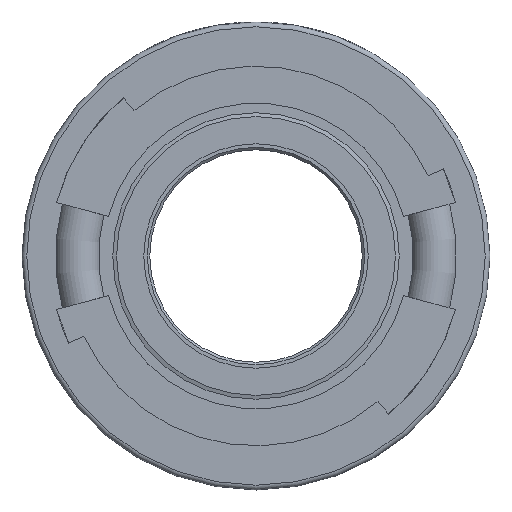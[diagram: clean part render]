
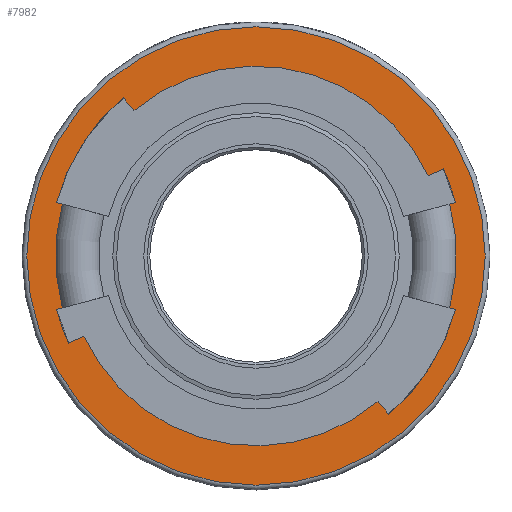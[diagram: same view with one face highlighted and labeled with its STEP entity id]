
A CAD part, left-side view. The second image highlights one B-rep face of the part: STEP entity #7982.
In plain terms, the highlighted planar face has unit normal (-1, 0, 0).
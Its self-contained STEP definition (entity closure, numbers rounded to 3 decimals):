
#66 = EDGE_CURVE ( 'NONE', #13184, #13184, #470, .T. ) ;
#94 = ORIENTED_EDGE ( 'NONE', *, *, #16603, .T. ) ;
#161 = DIRECTION ( 'NONE',  ( 0., -0.966, -0.259 ) ) ;
#222 = CARTESIAN_POINT ( 'NONE',  ( 0.75, 41.776, -11.194 ) ) ;
#290 = LINE ( 'NONE', #12854, #9925 ) ;
#309 = CIRCLE ( 'NONE', #1923, 39.75 ) ;
#470 = CIRCLE ( 'NONE', #11906, 48. ) ;
#605 = VERTEX_POINT ( 'NONE', #7824 ) ;
#608 = DIRECTION ( 'NONE',  ( 0., 0.643, 0.766 ) ) ;
#650 = EDGE_CURVE ( 'NONE', #16146, #11848, #15672, .T. ) ;
#886 = LINE ( 'NONE', #14876, #10337 ) ;
#1477 = DIRECTION ( 'NONE',  ( 1., 0., 0. ) ) ;
#1486 = VERTEX_POINT ( 'NONE', #5678 ) ;
#1685 = CARTESIAN_POINT ( 'NONE',  ( 0.75, 0., 0. ) ) ;
#1696 = DIRECTION ( 'NONE',  ( 0., -0.643, -0.766 ) ) ;
#1780 = CARTESIAN_POINT ( 'NONE',  ( 0.75, 0., 0. ) ) ;
#1846 = EDGE_CURVE ( 'NONE', #14323, #12053, #3690, .T. ) ;
#1923 = AXIS2_PLACEMENT_3D ( 'NONE', #15960, #6647, #11587 ) ;
#1996 = PLANE ( 'NONE',  #18795 ) ;
#1998 = DIRECTION ( 'NONE',  ( 0., -0.906, 0.423 ) ) ;
#2116 = AXIS2_PLACEMENT_3D ( 'NONE', #8185, #16176, #16077 ) ;
#2304 = DIRECTION ( 'NONE',  ( 0., 0., 1. ) ) ;
#2497 = CARTESIAN_POINT ( 'NONE',  ( 0.75, 36.026, -16.799 ) ) ;
#2703 = EDGE_LOOP ( 'NONE', ( #6630 ) ) ;
#2997 = CIRCLE ( 'NONE', #17708, 43.25 ) ;
#3046 = CARTESIAN_POINT ( 'NONE',  ( 0.75, 0., 0. ) ) ;
#3214 = CARTESIAN_POINT ( 'NONE',  ( 0.75, -37.961, -10.172 ) ) ;
#3296 = LINE ( 'NONE', #9449, #15656 ) ;
#3329 = EDGE_CURVE ( 'NONE', #1486, #605, #18351, .T. ) ;
#3440 = CIRCLE ( 'NONE', #8024, 39.3 ) ;
#3615 = FACE_OUTER_BOUND ( 'NONE', #2703, .T. ) ;
#3622 = AXIS2_PLACEMENT_3D ( 'NONE', #18432, #1477, #10782 ) ;
#3690 = CIRCLE ( 'NONE', #3622, 43.25 ) ;
#3807 = DIRECTION ( 'NONE',  ( 0., 0.906, -0.423 ) ) ;
#3917 = CARTESIAN_POINT ( 'NONE',  ( 0.75, -36.026, 16.799 ) ) ;
#4109 = VERTEX_POINT ( 'NONE', #8047 ) ;
#4300 = VERTEX_POINT ( 'NONE', #18857 ) ;
#4503 = CARTESIAN_POINT ( 'NONE',  ( 0.75, -41.776, -11.194 ) ) ;
#4619 = VECTOR ( 'NONE', #1998, 1000. ) ;
#4652 = DIRECTION ( 'NONE',  ( 1., 0., 0. ) ) ;
#4762 = DIRECTION ( 'NONE',  ( 1., 0., 0. ) ) ;
#5678 = CARTESIAN_POINT ( 'NONE',  ( 0.75, 39.198, -18.278 ) ) ;
#6179 = DIRECTION ( 'NONE',  ( 1., 0., 0. ) ) ;
#6321 = CARTESIAN_POINT ( 'NONE',  ( 0.75, 0., 0. ) ) ;
#6473 = DIRECTION ( 'NONE',  ( 0., 0.966, 0.259 ) ) ;
#6536 = LINE ( 'NONE', #222, #16710 ) ;
#6630 = ORIENTED_EDGE ( 'NONE', *, *, #66, .F. ) ;
#6647 = DIRECTION ( 'NONE',  ( 1., 0., 0. ) ) ;
#7014 = CIRCLE ( 'NONE', #8328, 39.3 ) ;
#7180 = DIRECTION ( 'NONE',  ( 0., 0.966, 0.259 ) ) ;
#7229 = CARTESIAN_POINT ( 'NONE',  ( 0.75, -27.801, -33.131 ) ) ;
#7546 = DIRECTION ( 'NONE',  ( 1., 0., 0. ) ) ;
#7573 = CARTESIAN_POINT ( 'NONE',  ( 0.75, 27.801, 33.131 ) ) ;
#7668 = ORIENTED_EDGE ( 'NONE', *, *, #8737, .T. ) ;
#7715 = ORIENTED_EDGE ( 'NONE', *, *, #8919, .T. ) ;
#7824 = CARTESIAN_POINT ( 'NONE',  ( 0.75, 41.776, -11.194 ) ) ;
#7982 = ADVANCED_FACE ( 'NONE', ( #3615, #8220 ), #1996, .T. ) ;
#8013 = CARTESIAN_POINT ( 'NONE',  ( 0.75, -41.776, 11.194 ) ) ;
#8024 = AXIS2_PLACEMENT_3D ( 'NONE', #1685, #18845, #6473 ) ;
#8047 = CARTESIAN_POINT ( 'NONE',  ( 0.75, 36.026, -16.799 ) ) ;
#8185 = CARTESIAN_POINT ( 'NONE',  ( 0.75, 0., 0. ) ) ;
#8220 = FACE_BOUND ( 'NONE', #9049, .T. ) ;
#8328 = AXIS2_PLACEMENT_3D ( 'NONE', #3046, #7546, #16766 ) ;
#8421 = CARTESIAN_POINT ( 'NONE',  ( 0.75, -48.532, -48. ) ) ;
#8486 = VERTEX_POINT ( 'NONE', #13811 ) ;
#8590 = CARTESIAN_POINT ( 'NONE',  ( 0.75, -39.198, 18.278 ) ) ;
#8737 = EDGE_CURVE ( 'NONE', #15301, #16146, #19491, .T. ) ;
#8797 = VECTOR ( 'NONE', #3807, 1000. ) ;
#8919 = EDGE_CURVE ( 'NONE', #12782, #9519, #2997, .T. ) ;
#9049 = EDGE_LOOP ( 'NONE', ( #10606, #10521, #94, #17417, #15844, #18654, #7668, #17601, #12504, #14524, #10868, #7715, #11372, #9763, #18202, #11716 ) ) ;
#9402 = DIRECTION ( 'NONE',  ( 0., -0.966, 0.259 ) ) ;
#9449 = CARTESIAN_POINT ( 'NONE',  ( 0.75, 27.801, 33.131 ) ) ;
#9475 = LINE ( 'NONE', #3214, #13456 ) ;
#9519 = VERTEX_POINT ( 'NONE', #7229 ) ;
#9659 = DIRECTION ( 'NONE',  ( -1., 0., 0. ) ) ;
#9763 = ORIENTED_EDGE ( 'NONE', *, *, #13383, .T. ) ;
#9925 = VECTOR ( 'NONE', #608, 1000. ) ;
#10115 = CARTESIAN_POINT ( 'NONE',  ( 0.75, -25.551, -30.45 ) ) ;
#10161 = CARTESIAN_POINT ( 'NONE',  ( 0.75, -37.961, 10.172 ) ) ;
#10337 = VECTOR ( 'NONE', #7180, 1000. ) ;
#10411 = VERTEX_POINT ( 'NONE', #10115 ) ;
#10521 = ORIENTED_EDGE ( 'NONE', *, *, #16545, .T. ) ;
#10523 = AXIS2_PLACEMENT_3D ( 'NONE', #6321, #4762, #11038 ) ;
#10606 = ORIENTED_EDGE ( 'NONE', *, *, #18497, .T. ) ;
#10782 = DIRECTION ( 'NONE',  ( 0., 0.966, 0.259 ) ) ;
#10868 = ORIENTED_EDGE ( 'NONE', *, *, #18069, .T. ) ;
#10977 = DIRECTION ( 'NONE',  ( 1., 0., 0. ) ) ;
#11038 = DIRECTION ( 'NONE',  ( 0., 0.906, -0.423 ) ) ;
#11072 = DIRECTION ( 'NONE',  ( 0., 0., -1. ) ) ;
#11372 = ORIENTED_EDGE ( 'NONE', *, *, #11507, .T. ) ;
#11507 = EDGE_CURVE ( 'NONE', #9519, #10411, #290, .T. ) ;
#11587 = DIRECTION ( 'NONE',  ( 0., -0.643, -0.766 ) ) ;
#11716 = ORIENTED_EDGE ( 'NONE', *, *, #3329, .T. ) ;
#11848 = VERTEX_POINT ( 'NONE', #8013 ) ;
#11906 = AXIS2_PLACEMENT_3D ( 'NONE', #18821, #10977, #11072 ) ;
#11919 = EDGE_CURVE ( 'NONE', #12053, #4300, #3296, .T. ) ;
#12004 = EDGE_CURVE ( 'NONE', #4109, #1486, #16311, .T. ) ;
#12053 = VERTEX_POINT ( 'NONE', #7573 ) ;
#12143 = VECTOR ( 'NONE', #18677, 1000. ) ;
#12462 = LINE ( 'NONE', #14183, #12143 ) ;
#12504 = ORIENTED_EDGE ( 'NONE', *, *, #18156, .T. ) ;
#12782 = VERTEX_POINT ( 'NONE', #4503 ) ;
#12854 = CARTESIAN_POINT ( 'NONE',  ( 0.75, -27.801, -33.131 ) ) ;
#13184 = VERTEX_POINT ( 'NONE', #17975 ) ;
#13383 = EDGE_CURVE ( 'NONE', #10411, #4109, #309, .T. ) ;
#13397 = CARTESIAN_POINT ( 'NONE',  ( 0.75, 37.961, -10.172 ) ) ;
#13456 = VECTOR ( 'NONE', #15719, 1000. ) ;
#13526 = CARTESIAN_POINT ( 'NONE',  ( 0.75, 41.776, 11.194 ) ) ;
#13811 = CARTESIAN_POINT ( 'NONE',  ( 0.75, -37.961, -10.172 ) ) ;
#13862 = CIRCLE ( 'NONE', #2116, 39.75 ) ;
#14183 = CARTESIAN_POINT ( 'NONE',  ( 0.75, -41.776, 11.194 ) ) ;
#14323 = VERTEX_POINT ( 'NONE', #13526 ) ;
#14524 = ORIENTED_EDGE ( 'NONE', *, *, #15571, .T. ) ;
#14546 = CARTESIAN_POINT ( 'NONE',  ( 0.75, -36.026, 16.799 ) ) ;
#14876 = CARTESIAN_POINT ( 'NONE',  ( 0.75, 37.961, 10.172 ) ) ;
#15293 = EDGE_CURVE ( 'NONE', #4300, #15301, #13862, .T. ) ;
#15301 = VERTEX_POINT ( 'NONE', #14546 ) ;
#15571 = EDGE_CURVE ( 'NONE', #16650, #8486, #7014, .T. ) ;
#15656 = VECTOR ( 'NONE', #1696, 1000. ) ;
#15672 = CIRCLE ( 'NONE', #19261, 43.25 ) ;
#15719 = DIRECTION ( 'NONE',  ( 0., -0.966, -0.259 ) ) ;
#15844 = ORIENTED_EDGE ( 'NONE', *, *, #11919, .T. ) ;
#15960 = CARTESIAN_POINT ( 'NONE',  ( 0.75, 0., 0. ) ) ;
#16077 = DIRECTION ( 'NONE',  ( 0., 0.643, 0.766 ) ) ;
#16146 = VERTEX_POINT ( 'NONE', #8590 ) ;
#16176 = DIRECTION ( 'NONE',  ( 1., 0., 0. ) ) ;
#16240 = VERTEX_POINT ( 'NONE', #18695 ) ;
#16311 = LINE ( 'NONE', #2497, #8797 ) ;
#16545 = EDGE_CURVE ( 'NONE', #19288, #16240, #3440, .T. ) ;
#16603 = EDGE_CURVE ( 'NONE', #16240, #14323, #886, .T. ) ;
#16650 = VERTEX_POINT ( 'NONE', #10161 ) ;
#16710 = VECTOR ( 'NONE', #9402, 1000. ) ;
#16766 = DIRECTION ( 'NONE',  ( 0., -0.966, -0.259 ) ) ;
#17043 = DIRECTION ( 'NONE',  ( 0., -0.906, 0.423 ) ) ;
#17417 = ORIENTED_EDGE ( 'NONE', *, *, #1846, .T. ) ;
#17601 = ORIENTED_EDGE ( 'NONE', *, *, #650, .T. ) ;
#17708 = AXIS2_PLACEMENT_3D ( 'NONE', #1780, #6179, #161 ) ;
#17975 = CARTESIAN_POINT ( 'NONE',  ( 0.75, 0., -48. ) ) ;
#18069 = EDGE_CURVE ( 'NONE', #8486, #12782, #9475, .T. ) ;
#18156 = EDGE_CURVE ( 'NONE', #11848, #16650, #12462, .T. ) ;
#18202 = ORIENTED_EDGE ( 'NONE', *, *, #12004, .T. ) ;
#18351 = CIRCLE ( 'NONE', #10523, 43.25 ) ;
#18432 = CARTESIAN_POINT ( 'NONE',  ( 0.75, 0., 0. ) ) ;
#18497 = EDGE_CURVE ( 'NONE', #605, #19288, #6536, .T. ) ;
#18654 = ORIENTED_EDGE ( 'NONE', *, *, #15293, .T. ) ;
#18677 = DIRECTION ( 'NONE',  ( 0., 0.966, -0.259 ) ) ;
#18695 = CARTESIAN_POINT ( 'NONE',  ( 0.75, 37.961, 10.172 ) ) ;
#18773 = CARTESIAN_POINT ( 'NONE',  ( 0.75, 0., 0. ) ) ;
#18795 = AXIS2_PLACEMENT_3D ( 'NONE', #8421, #9659, #2304 ) ;
#18821 = CARTESIAN_POINT ( 'NONE',  ( 0.75, 0., 0. ) ) ;
#18845 = DIRECTION ( 'NONE',  ( 1., 0., 0. ) ) ;
#18857 = CARTESIAN_POINT ( 'NONE',  ( 0.75, 25.551, 30.45 ) ) ;
#19261 = AXIS2_PLACEMENT_3D ( 'NONE', #18773, #4652, #17043 ) ;
#19288 = VERTEX_POINT ( 'NONE', #13397 ) ;
#19491 = LINE ( 'NONE', #3917, #4619 ) ;
